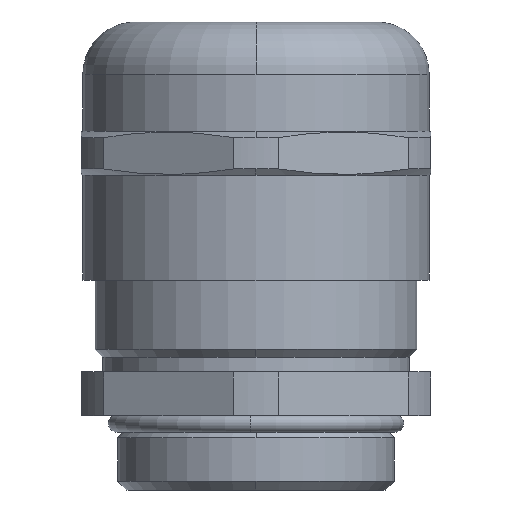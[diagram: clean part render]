
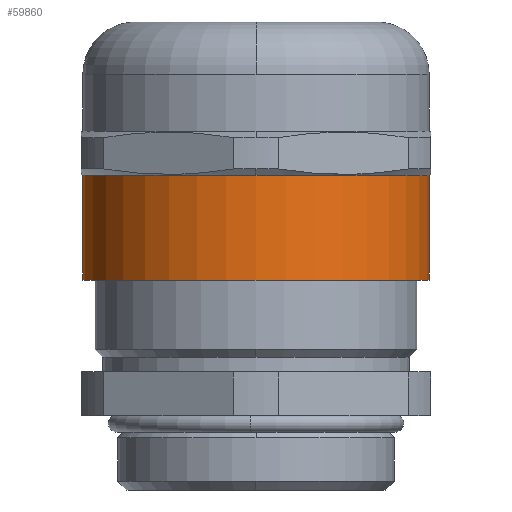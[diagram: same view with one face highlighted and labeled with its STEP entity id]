
A CAD part, front view. The second image highlights one B-rep face of the part: STEP entity #59860.
In plain terms, the highlighted cylindrical face has radius 19.8 mm (diameter 39.6 mm), a partial arc.
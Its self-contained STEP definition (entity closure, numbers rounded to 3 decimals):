
#47960=CARTESIAN_POINT('',(-12.,0.,0.));
#47970=DIRECTION('',(1.,0.,0.));
#47980=DIRECTION('',(0.,0.,-1.));
#47990=AXIS2_PLACEMENT_3D('',#47960,#47970,#47980);
#48000=CIRCLE('',#47990,19.8);
#48010=CARTESIAN_POINT('',(-12.,0.,-19.8));
#48020=VERTEX_POINT('',#48010);
#48070=CARTESIAN_POINT('',(5.955,0.,-19.8));
#48080=DIRECTION('',(1.,0.,0.));
#48090=VECTOR('',#48080,1.);
#48100=LINE('',#48070,#48090);
#48110=CARTESIAN_POINT('',(0.,0.,-19.8));
#48120=VERTEX_POINT('',#48110);
#48130=EDGE_CURVE('',#48020,#48120,#48100,.T.);
#48150=CARTESIAN_POINT('',(0.,0.,0.));
#48160=DIRECTION('',(1.,0.,0.));
#48170=DIRECTION('',(0.,0.,-1.));
#48180=AXIS2_PLACEMENT_3D('',#48150,#48160,#48170);
#48190=CIRCLE('',#48180,19.8);
#48200=CARTESIAN_POINT('',(0.,0.,19.8));
#48210=VERTEX_POINT('',#48200);
#48240=CARTESIAN_POINT('',(5.955,0.,19.8));
#48250=DIRECTION('',(1.,0.,0.));
#48260=VECTOR('',#48250,1.);
#48270=LINE('',#48240,#48260);
#48280=CARTESIAN_POINT('',(-12.,0.,19.8));
#48290=VERTEX_POINT('',#48280);
#48300=EDGE_CURVE('',#48290,#48210,#48270,.T.);
#51940=CARTESIAN_POINT('',(-12.,-19.8,0.));
#51950=VERTEX_POINT('',#51940);
#51960=EDGE_CURVE('',#48290,#51950,#48000,.T.);
#58820=EDGE_CURVE('',#48210,#48120,#48190,.T.);
#59730=CARTESIAN_POINT('',(5.955,0.,0.));
#59740=DIRECTION('',(1.,0.,0.));
#59750=DIRECTION('',(0.,0.,-1.));
#59760=AXIS2_PLACEMENT_3D('',#59730,#59740,#59750);
#59770=CYLINDRICAL_SURFACE('',#59760,19.8);
#59780=ORIENTED_EDGE('',*,*,#58820,.F.);
#59790=ORIENTED_EDGE('',*,*,#48130,.T.);
#59800=EDGE_CURVE('',#51950,#48020,#48000,.T.);
#59810=ORIENTED_EDGE('',*,*,#59800,.T.);
#59820=ORIENTED_EDGE('',*,*,#51960,.T.);
#59830=ORIENTED_EDGE('',*,*,#48300,.F.);
#59840=EDGE_LOOP('',(#59830,#59820,#59810,#59790,#59780));
#59850=FACE_OUTER_BOUND('',#59840,.T.);
#59860=ADVANCED_FACE('',(#59850),#59770,.T.);
